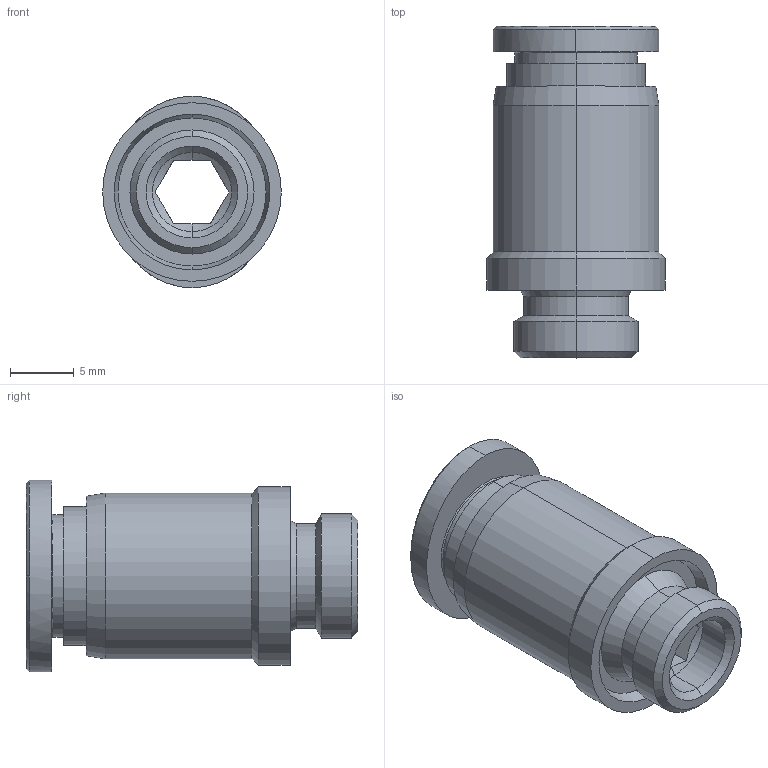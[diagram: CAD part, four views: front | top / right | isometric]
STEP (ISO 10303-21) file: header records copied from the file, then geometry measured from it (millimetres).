
FILE_DESCRIPTION (( 'STEP AP214' ), '1' );
FILE_NAME ('POC08-G01.STEP', '2018-09-10T08:55:53', ( '' ), ( '' ), 'SwSTEP 2.0', 'SolidWorks 2018', '' );
FILE_SCHEMA (( 'AUTOMOTIVE_DESIGN' ));
Length unit declared in the file: millimetre
Products named in the file (1): POC08-G01
Bounding box: 14 x 26 x 15 mm (x, y, z)
Surface area: 2005.6 mm2 (no closed solid volume)
Topology: 0 solids, 2 shells, 344 faces, 1160 edges, 770 vertices
Faces by surface type: plane 272, bspline 29, cylinder 23, cone 20
Entity records: 16896 total; most frequent: CARTESIAN_POINT 3463, ORIENTED_EDGE 2024, DIRECTION 1772, EDGE_CURVE 1160, LINE 1016, VECTOR 1016, VERTEX_POINT 770, AXIS2_PLACEMENT_3D 378
